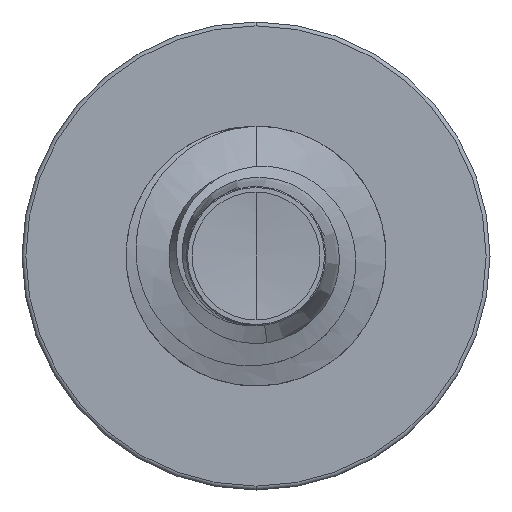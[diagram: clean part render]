
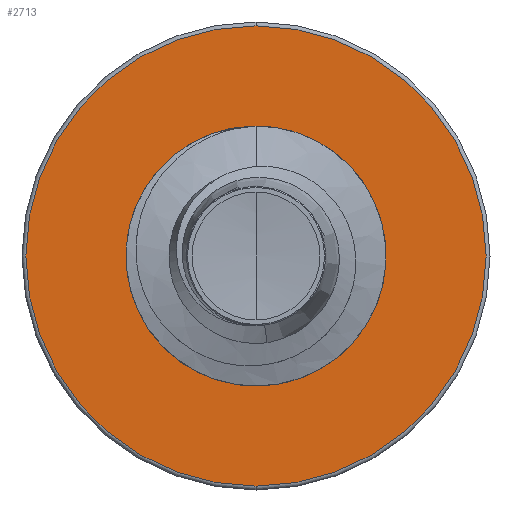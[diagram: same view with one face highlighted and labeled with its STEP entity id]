
A CAD part, front view. The second image highlights one B-rep face of the part: STEP entity #2713.
In plain terms, the highlighted planar face has unit normal (0, -1, 0).
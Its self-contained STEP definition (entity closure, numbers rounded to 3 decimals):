
#93 = CARTESIAN_POINT ( 'NONE',  ( 0., 10., -5.31 ) ) ;
#382 = FACE_OUTER_BOUND ( 'NONE', #7061, .T. ) ;
#394 = FACE_BOUND ( 'NONE', #8949, .T. ) ;
#429 = CARTESIAN_POINT ( 'NONE',  ( 0., 10., 0. ) ) ;
#711 = DIRECTION ( 'NONE',  ( 0., 1., 0. ) ) ;
#1445 = AXIS2_PLACEMENT_3D ( 'NONE', #7635, #711, #8569 ) ;
#1574 = CARTESIAN_POINT ( 'NONE',  ( 0., 10., 2.842 ) ) ;
#1731 = DIRECTION ( 'NONE',  ( 0., 0., 1. ) ) ;
#1805 = ORIENTED_EDGE ( 'NONE', *, *, #8563, .F. ) ;
#1898 = ORIENTED_EDGE ( 'NONE', *, *, #11510, .T. ) ;
#2049 = ORIENTED_EDGE ( 'NONE', *, *, #10321, .T. ) ;
#2713 = ADVANCED_FACE ( 'NONE', ( #382, #394 ), #3257, .F. ) ;
#3187 = DIRECTION ( 'NONE',  ( 0., 0., 1. ) ) ;
#3208 = DIRECTION ( 'NONE',  ( 0., 1., 0. ) ) ;
#3223 = CARTESIAN_POINT ( 'NONE',  ( 0., 10., -2.842 ) ) ;
#3257 = PLANE ( 'NONE',  #10709 ) ;
#3409 = VERTEX_POINT ( 'NONE', #93 ) ;
#3539 = VERTEX_POINT ( 'NONE', #9587 ) ;
#3909 = CARTESIAN_POINT ( 'NONE',  ( 0., 10., 0. ) ) ;
#4488 = AXIS2_PLACEMENT_3D ( 'NONE', #3909, #10489, #5043 ) ;
#5043 = DIRECTION ( 'NONE',  ( 0., 0., 1. ) ) ;
#5114 = VERTEX_POINT ( 'NONE', #5185 ) ;
#5185 = CARTESIAN_POINT ( 'NONE',  ( 0., 10., -2.842 ) ) ;
#7019 = CARTESIAN_POINT ( 'NONE',  ( 0., 10., 0. ) ) ;
#7061 = EDGE_LOOP ( 'NONE', ( #9798, #1805 ) ) ;
#7588 = CIRCLE ( 'NONE', #1445, 5.31 ) ;
#7635 = CARTESIAN_POINT ( 'NONE',  ( 0., 10., 0. ) ) ;
#8055 = DIRECTION ( 'NONE',  ( 0., 0., 1. ) ) ;
#8390 = DIRECTION ( 'NONE',  ( 0., 1., 0. ) ) ;
#8563 = EDGE_CURVE ( 'NONE', #3409, #3539, #12163, .T. ) ;
#8569 = DIRECTION ( 'NONE',  ( 0., 0., 1. ) ) ;
#8792 = EDGE_CURVE ( 'NONE', #3539, #3409, #7588, .T. ) ;
#8912 = CIRCLE ( 'NONE', #10876, 2.842 ) ;
#8949 = EDGE_LOOP ( 'NONE', ( #1898, #2049 ) ) ;
#9587 = CARTESIAN_POINT ( 'NONE',  ( 0., 10., 5.31 ) ) ;
#9798 = ORIENTED_EDGE ( 'NONE', *, *, #8792, .F. ) ;
#10055 = AXIS2_PLACEMENT_3D ( 'NONE', #429, #8390, #1731 ) ;
#10321 = EDGE_CURVE ( 'NONE', #5114, #11733, #10689, .T. ) ;
#10489 = DIRECTION ( 'NONE',  ( 0., 1., 0. ) ) ;
#10689 = CIRCLE ( 'NONE', #4488, 2.842 ) ;
#10709 = AXIS2_PLACEMENT_3D ( 'NONE', #3223, #3208, #3187 ) ;
#10876 = AXIS2_PLACEMENT_3D ( 'NONE', #7019, #12144, #8055 ) ;
#11510 = EDGE_CURVE ( 'NONE', #11733, #5114, #8912, .T. ) ;
#11733 = VERTEX_POINT ( 'NONE', #1574 ) ;
#12144 = DIRECTION ( 'NONE',  ( 0., 1., 0. ) ) ;
#12163 = CIRCLE ( 'NONE', #10055, 5.31 ) ;
